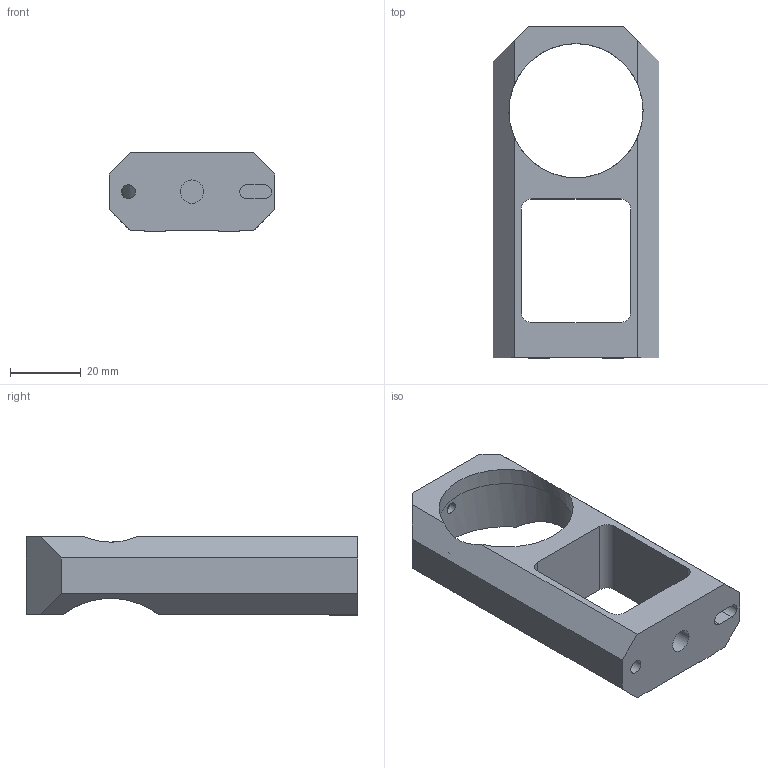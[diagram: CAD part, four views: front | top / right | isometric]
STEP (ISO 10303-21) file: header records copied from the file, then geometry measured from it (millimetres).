
FILE_DESCRIPTION(/* description */ ('Upper 40mm lens mount'),/* implementation_level */ '2;1');
FILE_NAME(/* name */ 'FAB-P0044 - Lens Mount - 40mm Upper.stp',/* time_stamp */ '2020-02-10T11:55:47+00:00',/* author */ ('whgu0532'),/* organization */ (''),/* preprocessor_version */ 'ST-DEVELOPER v18',/* originating_system */ 'Autodesk Inventor 2020',/* authorisation */ '');
FILE_SCHEMA (('AUTOMOTIVE_DESIGN { 1 0 10303 214 3 1 1 }'));
Length unit declared in the file: millimetre
Products named in the file (1): FAB-P0044
Bounding box: 47 x 94 x 22.2 mm (x, y, z)
Volume: 33264.8 mm3; surface area: 14788.8 mm2
Topology: 1 solids, 1 shells, 49 faces, 145 edges, 98 vertices
Faces by surface type: plane 30, cylinder 18, cone 1
Full cylindrical faces by diameter (mm): 3.242 x1, 4 x1, 6.6 x1, 38 x1
Entity records: 1742 total; most frequent: CARTESIAN_POINT 325, DIRECTION 291, ORIENTED_EDGE 288, EDGE_CURVE 144, VERTEX_POINT 98, AXIS2_PLACEMENT_3D 98, LINE 95, VECTOR 95
